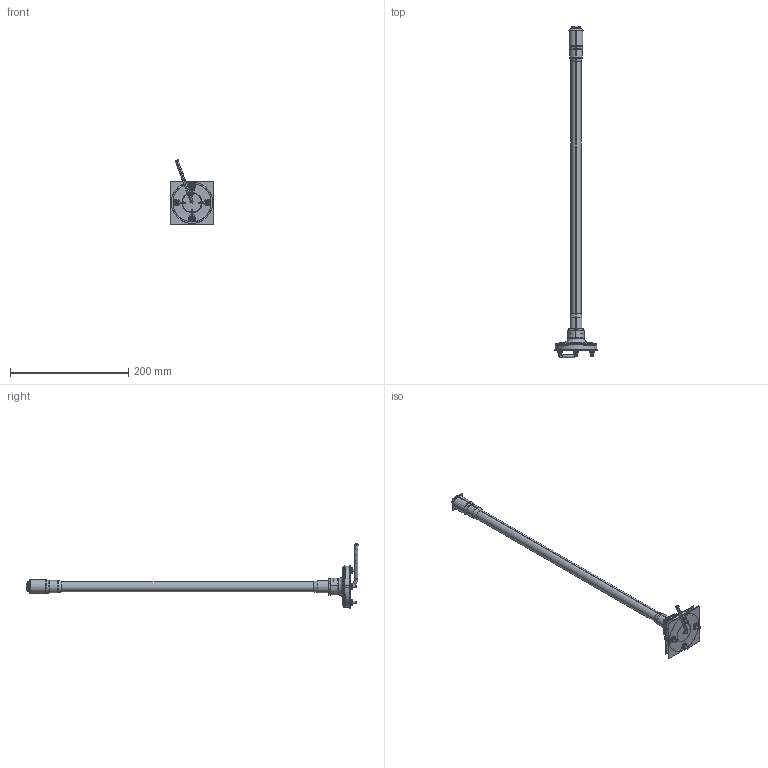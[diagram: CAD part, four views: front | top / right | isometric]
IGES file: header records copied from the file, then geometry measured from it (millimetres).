
Start section:  PTC IGES file: 221692_sm01_asm.igs
Global section: file name: 221692_sm01_asm.igs; native system: Creo Parametric by PTC Inc.; preprocessor: 2019292; author: nbanister; organization: Unknown; date: 20210303.091547; units: millimetre
Bounding box: 72.8 x 560.8 x 108.92 mm (x, y, z)
Surface area: 178323.4 mm2 (no closed solid volume)
Topology: 0 solids, 0 shells, 1558 faces, 21080 edges, 27728 vertices
Faces by surface type: revolution 992, bspline 566
